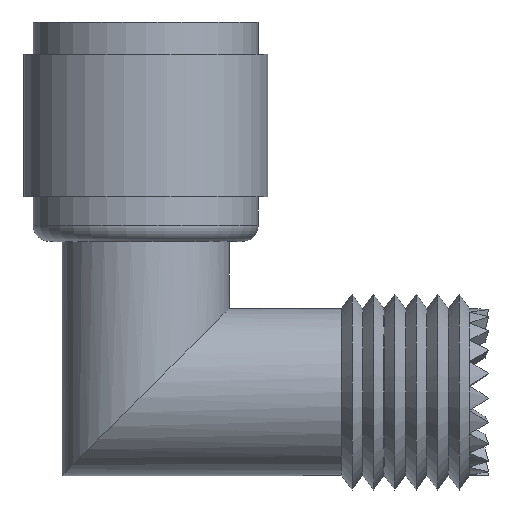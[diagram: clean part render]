
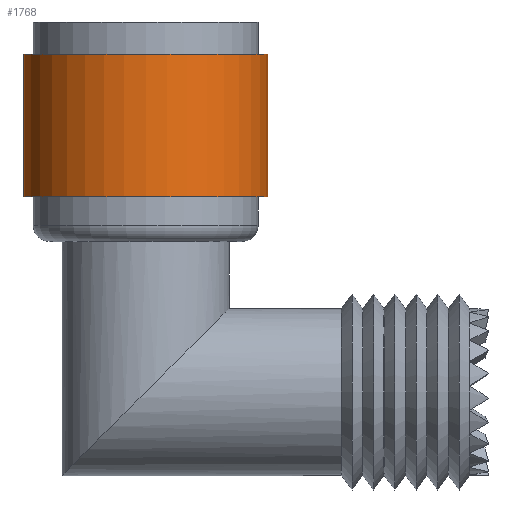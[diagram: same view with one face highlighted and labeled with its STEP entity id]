
A CAD part, front view. The second image highlights one B-rep face of the part: STEP entity #1768.
In plain terms, the highlighted cylindrical face has radius 5.791 mm (diameter 11.582 mm), a partial arc.
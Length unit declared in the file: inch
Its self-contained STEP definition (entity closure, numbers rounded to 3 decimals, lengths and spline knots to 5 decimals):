
#326 = VERTEX_POINT ( 'NONE', #2482 ) ;
#327 = EDGE_CURVE ( 'NONE', #555, #472, #2480, .T. ) ;
#472 = VERTEX_POINT ( 'NONE', #2698 ) ;
#555 = VERTEX_POINT ( 'NONE', #2869 ) ;
#561 = VERTEX_POINT ( 'NONE', #2915 ) ;
#579 = EDGE_CURVE ( 'NONE', #561, #326, #2985, .T. ) ;
#1767 = ORIENTED_EDGE ( 'NONE', *, *, #579, .T. ) ;
#1768 = ADVANCED_FACE ( 'NONE', ( #5147 ), #5144, .T. ) ;
#1770 = ORIENTED_EDGE ( 'NONE', *, *, #1816, .T. ) ;
#1772 = ORIENTED_EDGE ( 'NONE', *, *, #1811, .F. ) ;
#1809 = ORIENTED_EDGE ( 'NONE', *, *, #327, .F. ) ;
#1811 = EDGE_CURVE ( 'NONE', #472, #326, #5237, .T. ) ;
#1816 = EDGE_CURVE ( 'NONE', #555, #561, #5222, .T. ) ;
#1874 = EDGE_LOOP ( 'NONE', ( #1809, #1770, #1767, #1772 ) ) ;
#2480 = LINE ( 'NONE', #2615, #2614 ) ;
#2482 = CARTESIAN_POINT ( 'NONE',  ( -0.518, 0., 0.365 ) ) ;
#2613 = DIRECTION ( 'NONE',  ( 0., 0., -1. ) ) ;
#2614 = VECTOR ( 'NONE', #2613, 39.37008 ) ;
#2615 = CARTESIAN_POINT ( 'NONE',  ( -0.062, 0., 0.156 ) ) ;
#2698 = CARTESIAN_POINT ( 'NONE',  ( -0.062, 0., 0.365 ) ) ;
#2869 = CARTESIAN_POINT ( 'NONE',  ( -0.062, 0., 0.631 ) ) ;
#2915 = CARTESIAN_POINT ( 'NONE',  ( -0.518, 0., 0.631 ) ) ;
#2975 = DIRECTION ( 'NONE',  ( 0., 0., -1. ) ) ;
#2976 = VECTOR ( 'NONE', #2975, 39.37008 ) ;
#2977 = CARTESIAN_POINT ( 'NONE',  ( -0.518, 0., 0.156 ) ) ;
#2985 = LINE ( 'NONE', #2977, #2976 ) ;
#5082 = DIRECTION ( 'NONE',  ( -1., 0., 0. ) ) ;
#5134 = DIRECTION ( 'NONE',  ( 0., 0., -1. ) ) ;
#5137 = CARTESIAN_POINT ( 'NONE',  ( -0.29, 0., 0.156 ) ) ;
#5144 = CYLINDRICAL_SURFACE ( 'NONE', #5160, 0.228 ) ;
#5147 = FACE_OUTER_BOUND ( 'NONE', #1874, .T. ) ;
#5160 = AXIS2_PLACEMENT_3D ( 'NONE', #5137, #5134, #5082 ) ;
#5212 = DIRECTION ( 'NONE',  ( -1., 0., 0. ) ) ;
#5213 = DIRECTION ( 'NONE',  ( 0., 0., -1. ) ) ;
#5214 = CARTESIAN_POINT ( 'NONE',  ( -0.29, 0., 0.631 ) ) ;
#5215 = AXIS2_PLACEMENT_3D ( 'NONE', #5214, #5213, #5212 ) ;
#5218 = DIRECTION ( 'NONE',  ( -1., 0., 0. ) ) ;
#5219 = DIRECTION ( 'NONE',  ( 0., 0., -1. ) ) ;
#5220 = CARTESIAN_POINT ( 'NONE',  ( -0.29, 0., 0.365 ) ) ;
#5221 = AXIS2_PLACEMENT_3D ( 'NONE', #5220, #5219, #5218 ) ;
#5222 = CIRCLE ( 'NONE', #5215, 0.228 ) ;
#5237 = CIRCLE ( 'NONE', #5221, 0.228 ) ;
